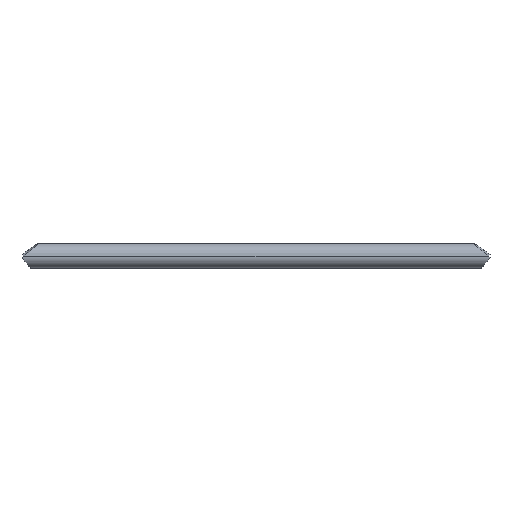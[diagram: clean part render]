
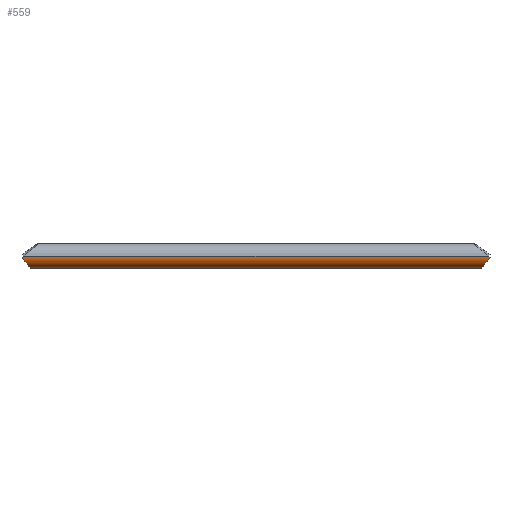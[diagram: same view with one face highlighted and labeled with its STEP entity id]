
A CAD part, left-side view. The second image highlights one B-rep face of the part: STEP entity #559.
In plain terms, the highlighted cylindrical face has radius 15 mm (diameter 30 mm), a partial arc.
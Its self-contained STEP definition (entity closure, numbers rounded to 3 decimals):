
#58=CARTESIAN_POINT('Control Point',(-1448.334,279.282,418.542)) ;
#59=CARTESIAN_POINT('Control Point',(-1448.837,278.106,416.911)) ;
#60=CARTESIAN_POINT('Control Point',(-1449.583,276.981,415.319)) ;
#61=CARTESIAN_POINT('Control Point',(-1450.585,275.928,413.791)) ;
#62=CARTESIAN_POINT('Control Point',(-1452.698,274.378,411.463)) ;
#63=CARTESIAN_POINT('Control Point',(-1455.493,273.309,409.694)) ;
#64=CARTESIAN_POINT('Control Point',(-1456.712,272.975,409.098)) ;
#65=CARTESIAN_POINT('Control Point',(-1459.175,272.553,408.233)) ;
#66=CARTESIAN_POINT('Control Point',(-1461.794,272.556,407.915)) ;
#67=CARTESIAN_POINT('Control Point',(-1463.039,272.656,407.896)) ;
#68=CARTESIAN_POINT('Control Point',(-1465.932,273.114,408.151)) ;
#69=CARTESIAN_POINT('Control Point',(-1468.595,274.032,409.05)) ;
#70=CARTESIAN_POINT('Control Point',(-1470.008,274.69,409.754)) ;
#71=CARTESIAN_POINT('Control Point',(-1472.619,276.231,411.49)) ;
#72=CARTESIAN_POINT('Control Point',(-1474.606,278.071,413.701)) ;
#73=CARTESIAN_POINT('Control Point',(-1475.46,279.073,414.932)) ;
#74=CARTESIAN_POINT('Control Point',(-1476.498,280.641,416.897)) ;
#75=CARTESIAN_POINT('Control Point',(-1477.153,282.257,418.972)) ;
#76=CARTESIAN_POINT('Control Point',(-1477.331,282.809,419.688)) ;
#77=CARTESIAN_POINT('Control Point',(-1477.465,283.363,420.411)) ;
#78=CARTESIAN_POINT('Control Point',(-1477.555,283.918,421.139)) ;
#79=CARTESIAN_POINT('Vertex',(-1448.334,279.282,418.542)) ;
#81=CARTESIAN_POINT('Vertex',(-1477.555,283.918,421.139)) ;
#85=CARTESIAN_POINT('Control Point',(-1477.666,281.497,422.967)) ;
#86=CARTESIAN_POINT('Control Point',(-1477.666,282.068,422.533)) ;
#87=CARTESIAN_POINT('Control Point',(-1477.645,282.641,422.1)) ;
#88=CARTESIAN_POINT('Control Point',(-1477.639,282.772,422.)) ;
#89=CARTESIAN_POINT('Control Point',(-1477.607,283.345,421.569)) ;
#90=CARTESIAN_POINT('Control Point',(-1477.555,283.918,421.139)) ;
#91=CARTESIAN_POINT('Vertex',(-1477.666,281.497,422.967)) ;
#250=CARTESIAN_POINT('Vertex',(-1447.666,282.537,422.967)) ;
#254=CARTESIAN_POINT('Control Point',(-1447.666,282.537,422.967)) ;
#255=CARTESIAN_POINT('Control Point',(-1447.666,281.428,421.488)) ;
#256=CARTESIAN_POINT('Control Point',(-1447.885,280.331,419.997)) ;
#257=CARTESIAN_POINT('Control Point',(-1448.334,279.282,418.542)) ;
#272=CARTESIAN_POINT('Line Origine',(-1477.666,0.,422.967)) ;
#276=CARTESIAN_POINT('Vertex',(-1477.666,-281.497,422.967)) ;
#351=CARTESIAN_POINT('Vertex',(-1447.666,-282.537,422.967)) ;
#354=CARTESIAN_POINT('Line Origine',(-1447.666,0.,422.967)) ;
#436=CARTESIAN_POINT('Control Point',(-1477.666,-281.497,422.967)) ;
#437=CARTESIAN_POINT('Control Point',(-1477.666,-282.068,422.533)) ;
#438=CARTESIAN_POINT('Control Point',(-1477.645,-282.641,422.1)) ;
#439=CARTESIAN_POINT('Control Point',(-1477.639,-282.771,422.)) ;
#440=CARTESIAN_POINT('Control Point',(-1477.607,-283.345,421.569)) ;
#441=CARTESIAN_POINT('Control Point',(-1477.555,-283.918,421.139)) ;
#442=CARTESIAN_POINT('Vertex',(-1477.555,-283.918,421.139)) ;
#446=CARTESIAN_POINT('Control Point',(-1448.334,-279.282,418.542)) ;
#447=CARTESIAN_POINT('Control Point',(-1448.837,-278.106,416.911)) ;
#448=CARTESIAN_POINT('Control Point',(-1449.583,-276.981,415.319)) ;
#449=CARTESIAN_POINT('Control Point',(-1450.585,-275.928,413.791)) ;
#450=CARTESIAN_POINT('Control Point',(-1452.698,-274.378,411.463)) ;
#451=CARTESIAN_POINT('Control Point',(-1455.493,-273.309,409.694)) ;
#452=CARTESIAN_POINT('Control Point',(-1456.712,-272.975,409.098)) ;
#453=CARTESIAN_POINT('Control Point',(-1459.175,-272.553,408.233)) ;
#454=CARTESIAN_POINT('Control Point',(-1461.794,-272.556,407.915)) ;
#455=CARTESIAN_POINT('Control Point',(-1463.039,-272.656,407.896)) ;
#456=CARTESIAN_POINT('Control Point',(-1465.932,-273.114,408.151)) ;
#457=CARTESIAN_POINT('Control Point',(-1468.595,-274.032,409.05)) ;
#458=CARTESIAN_POINT('Control Point',(-1470.008,-274.69,409.754)) ;
#459=CARTESIAN_POINT('Control Point',(-1472.619,-276.231,411.49)) ;
#460=CARTESIAN_POINT('Control Point',(-1474.606,-278.071,413.701)) ;
#461=CARTESIAN_POINT('Control Point',(-1475.46,-279.073,414.932)) ;
#462=CARTESIAN_POINT('Control Point',(-1476.498,-280.641,416.897)) ;
#463=CARTESIAN_POINT('Control Point',(-1477.153,-282.257,418.972)) ;
#464=CARTESIAN_POINT('Control Point',(-1477.331,-282.809,419.688)) ;
#465=CARTESIAN_POINT('Control Point',(-1477.465,-283.363,420.411)) ;
#466=CARTESIAN_POINT('Control Point',(-1477.555,-283.918,421.139)) ;
#467=CARTESIAN_POINT('Vertex',(-1448.334,-279.282,418.542)) ;
#519=CARTESIAN_POINT('Control Point',(-1447.666,-282.537,422.967)) ;
#520=CARTESIAN_POINT('Control Point',(-1447.666,-281.428,421.488)) ;
#521=CARTESIAN_POINT('Control Point',(-1447.885,-280.331,419.997)) ;
#522=CARTESIAN_POINT('Control Point',(-1448.334,-279.282,418.542)) ;
#544=CARTESIAN_POINT('Axis2P3D Location',(-1462.666,0.,422.967)) ;
#273=DIRECTION('Vector Direction',(0.,-1.,0.)) ;
#355=DIRECTION('Vector Direction',(0.,-1.,0.)) ;
#545=DIRECTION('Axis2P3D Direction',(0.,-1.,0.)) ;
#546=DIRECTION('Axis2P3D XDirection',(-1.,0.,0.)) ;
#547=AXIS2_PLACEMENT_3D('Cylinder Axis2P3D',#544,#545,#546) ;
#550=ORIENTED_EDGE('',*,*,#83,.F.) ;
#551=ORIENTED_EDGE('',*,*,#258,.F.) ;
#552=ORIENTED_EDGE('',*,*,#358,.T.) ;
#553=ORIENTED_EDGE('',*,*,#523,.T.) ;
#554=ORIENTED_EDGE('',*,*,#469,.T.) ;
#555=ORIENTED_EDGE('',*,*,#444,.F.) ;
#556=ORIENTED_EDGE('',*,*,#278,.F.) ;
#557=ORIENTED_EDGE('',*,*,#93,.T.) ;
#274=VECTOR('Line Direction',#273,1.) ;
#356=VECTOR('Line Direction',#355,1.) ;
#559=ADVANCED_FACE('Corps principal',(#558),#548,.T.) ;
#57=B_SPLINE_CURVE_WITH_KNOTS('',5,(#58,#59,#60,#61,#62,#63,#64,#65,#66,#67,#68,#69,#70,#71,#72,#73,#74,#75,#76,#77,#78),.UNSPECIFIED.,.F.,.U.,(6,3,3,3,3,3,6),(0.,14.657,24.418,33.161,45.06,57.697,64.201),.UNSPECIFIED.) ;
#84=B_SPLINE_CURVE_WITH_KNOTS('',5,(#85,#86,#87,#88,#89,#90),.UNSPECIFIED.,.F.,.U.,(6,6),(0.,5.076),.UNSPECIFIED.) ;
#253=B_SPLINE_CURVE_WITH_KNOTS('',3,(#254,#255,#256,#257),.UNSPECIFIED.,.F.,.U.,(4,4),(0.,7.845),.UNSPECIFIED.) ;
#435=B_SPLINE_CURVE_WITH_KNOTS('',5,(#436,#437,#438,#439,#440,#441),.UNSPECIFIED.,.F.,.U.,(6,6),(0.,5.076),.UNSPECIFIED.) ;
#445=B_SPLINE_CURVE_WITH_KNOTS('',5,(#446,#447,#448,#449,#450,#451,#452,#453,#454,#455,#456,#457,#458,#459,#460,#461,#462,#463,#464,#465,#466),.UNSPECIFIED.,.F.,.U.,(6,3,3,3,3,3,6),(0.,14.657,24.418,33.161,45.06,57.697,64.201),.UNSPECIFIED.) ;
#518=B_SPLINE_CURVE_WITH_KNOTS('',3,(#519,#520,#521,#522),.UNSPECIFIED.,.F.,.U.,(4,4),(0.,7.845),.UNSPECIFIED.) ;
#548=CYLINDRICAL_SURFACE('generated cylinder',#547,15.) ;
#83=EDGE_CURVE('',#80,#82,#57,.T.) ;
#93=EDGE_CURVE('',#92,#82,#84,.T.) ;
#258=EDGE_CURVE('',#251,#80,#253,.T.) ;
#278=EDGE_CURVE('',#92,#277,#275,.T.) ;
#358=EDGE_CURVE('',#251,#352,#357,.T.) ;
#444=EDGE_CURVE('',#277,#443,#435,.T.) ;
#469=EDGE_CURVE('',#468,#443,#445,.T.) ;
#523=EDGE_CURVE('',#352,#468,#518,.T.) ;
#549=EDGE_LOOP('',(#550,#551,#552,#553,#554,#555,#556,#557)) ;
#558=FACE_OUTER_BOUND('',#549,.T.) ;
#275=LINE('Line',#272,#274) ;
#357=LINE('Line',#354,#356) ;
#80=VERTEX_POINT('',#79) ;
#82=VERTEX_POINT('',#81) ;
#92=VERTEX_POINT('',#91) ;
#251=VERTEX_POINT('',#250) ;
#277=VERTEX_POINT('',#276) ;
#352=VERTEX_POINT('',#351) ;
#443=VERTEX_POINT('',#442) ;
#468=VERTEX_POINT('',#467) ;
